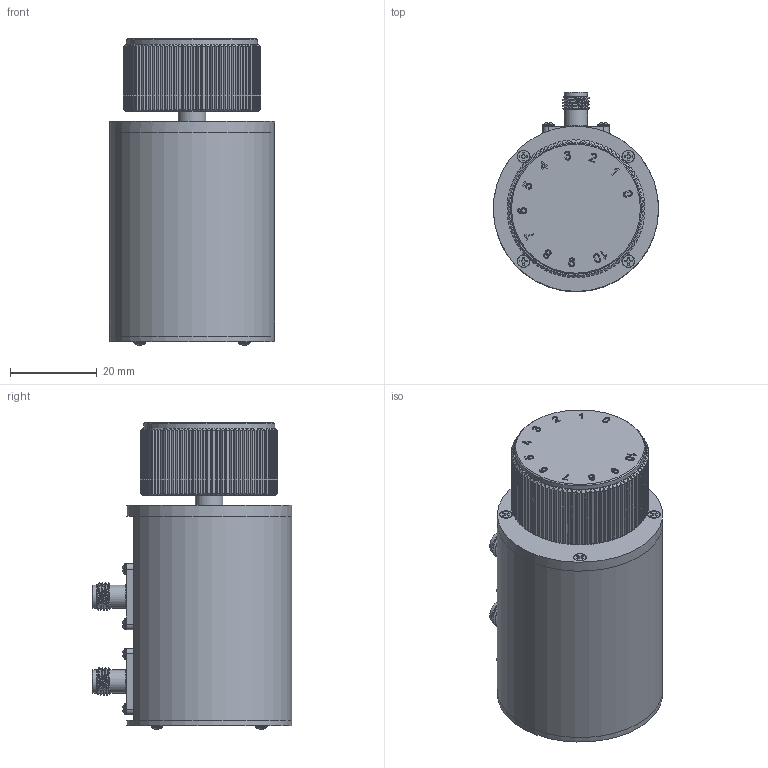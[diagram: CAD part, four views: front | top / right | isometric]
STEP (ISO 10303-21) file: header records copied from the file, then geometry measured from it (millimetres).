
FILE_DESCRIPTION (( 'STEP AP203' ), '1' );
FILE_NAME ('PE70A1025.step', '2020-04-28T16:07:07', ( '' ), ( '' ), 'SwSTEP 2.0', 'SolidWorks 2018', '' );
FILE_SCHEMA (( 'CONFIG_CONTROL_DESIGN' ));
Length unit declared in the file: inch
Products named in the file (1): PE70A1025
Bounding box: 38.09 x 45.97 x 70.72 mm (x, y, z)
Volume: 71071.8 mm3; surface area: 13430.1 mm2
Topology: 1 solids, 9 shells, 1151 faces, 2795 edges, 1732 vertices
Faces by surface type: plane 600, cone 263, cylinder 149, bspline 125, torus 10, sphere 4
Full cylindrical faces by diameter (mm): 1.016 x2, 1.092 x8, 1.27 x2, 2.591 x8, 2.652 x4, 2.705 x4, 2.921 x4, 3.505 x4, 4.521 x2, 5.08 x2, 5.334 x4, 6.35 x1, 30.226 x1, 38.1 x2
Entity records: 41557 total; most frequent: CARTESIAN_POINT 16849, ORIENTED_EDGE 5370, DIRECTION 4500, EDGE_CURVE 2685, AXIS2_PLACEMENT_3D 1710, VERTEX_POINT 1703, EDGE_LOOP 1302, FACE_OUTER_BOUND 1221
